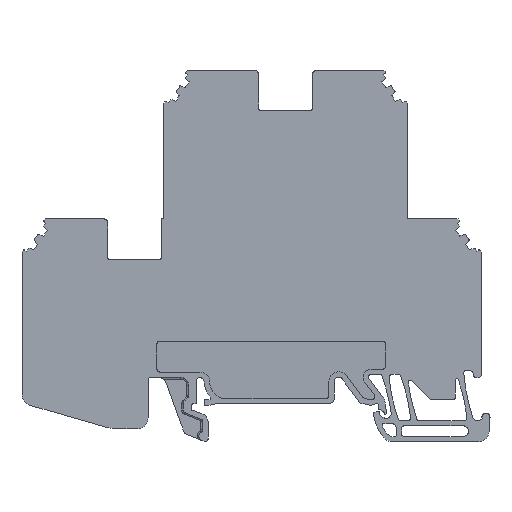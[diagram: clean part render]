
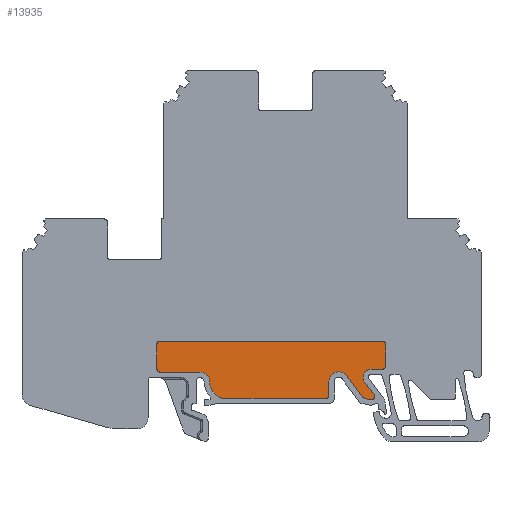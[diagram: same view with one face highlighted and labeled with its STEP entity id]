
A CAD part, left-side view. The second image highlights one B-rep face of the part: STEP entity #13935.
In plain terms, the highlighted planar face has unit normal (-1, 0, 0).
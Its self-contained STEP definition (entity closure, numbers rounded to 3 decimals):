
#8283=AXIS2_PLACEMENT_3D('Circle Axis2P3D',#8281,#8282,$) ;
#8300=AXIS2_PLACEMENT_3D('Circle Axis2P3D',#8298,#8299,$) ;
#8324=AXIS2_PLACEMENT_3D('Circle Axis2P3D',#8322,#8323,$) ;
#8372=AXIS2_PLACEMENT_3D('Circle Axis2P3D',#8370,#8371,$) ;
#8420=AXIS2_PLACEMENT_3D('Circle Axis2P3D',#8418,#8419,$) ;
#8475=AXIS2_PLACEMENT_3D('Circle Axis2P3D',#8473,#8474,$) ;
#8517=AXIS2_PLACEMENT_3D('Circle Axis2P3D',#8515,#8516,$) ;
#8565=AXIS2_PLACEMENT_3D('Circle Axis2P3D',#8563,#8564,$) ;
#8613=AXIS2_PLACEMENT_3D('Circle Axis2P3D',#8611,#8612,$) ;
#8668=AXIS2_PLACEMENT_3D('Circle Axis2P3D',#8666,#8667,$) ;
#8709=AXIS2_PLACEMENT_3D('Circle Axis2P3D',#8707,#8708,$) ;
#8757=AXIS2_PLACEMENT_3D('Circle Axis2P3D',#8755,#8756,$) ;
#8805=AXIS2_PLACEMENT_3D('Circle Axis2P3D',#8803,#8804,$) ;
#8853=AXIS2_PLACEMENT_3D('Circle Axis2P3D',#8851,#8852,$) ;
#13905=AXIS2_PLACEMENT_3D('Plane Axis2P3D',#13902,#13903,#13904) ;
#8243=CARTESIAN_POINT('Line Origine',(4.275,57.437,12.9)) ;
#8247=CARTESIAN_POINT('Vertex',(4.275,61.141,12.9)) ;
#8249=CARTESIAN_POINT('Vertex',(4.275,53.733,12.9)) ;
#8278=CARTESIAN_POINT('Vertex',(4.275,51.893,11.06)) ;
#8281=CARTESIAN_POINT('Axis2P3D Location',(4.275,53.733,11.06)) ;
#8298=CARTESIAN_POINT('Axis2P3D Location',(4.275,48.893,11.06)) ;
#8302=CARTESIAN_POINT('Vertex',(4.275,50.943,8.87)) ;
#8322=CARTESIAN_POINT('Axis2P3D Location',(4.275,48.893,11.06)) ;
#8326=CARTESIAN_POINT('Vertex',(4.275,50.532,8.547)) ;
#8346=CARTESIAN_POINT('Line Origine',(4.275,50.213,8.339)) ;
#8350=CARTESIAN_POINT('Vertex',(4.275,49.893,8.131)) ;
#8370=CARTESIAN_POINT('Axis2P3D Location',(4.275,49.62,8.55)) ;
#8374=CARTESIAN_POINT('Vertex',(4.275,49.62,8.05)) ;
#8394=CARTESIAN_POINT('Line Origine',(4.275,39.968,8.05)) ;
#8398=CARTESIAN_POINT('Vertex',(4.275,30.316,8.05)) ;
#8418=CARTESIAN_POINT('Axis2P3D Location',(4.275,30.316,8.55)) ;
#8422=CARTESIAN_POINT('Vertex',(4.275,29.816,8.55)) ;
#8442=CARTESIAN_POINT('Line Origine',(4.275,29.816,9.85)) ;
#8446=CARTESIAN_POINT('Vertex',(4.275,29.816,11.15)) ;
#8470=CARTESIAN_POINT('Vertex',(4.275,26.572,12.224)) ;
#8473=CARTESIAN_POINT('Axis2P3D Location',(4.275,28.016,11.15)) ;
#8491=CARTESIAN_POINT('Line Origine',(4.275,25.109,10.256)) ;
#8495=CARTESIAN_POINT('Vertex',(4.275,23.646,8.289)) ;
#8515=CARTESIAN_POINT('Axis2P3D Location',(4.275,23.245,8.587)) ;
#8519=CARTESIAN_POINT('Vertex',(4.275,23.374,8.104)) ;
#8539=CARTESIAN_POINT('Line Origine',(4.275,22.811,7.953)) ;
#8543=CARTESIAN_POINT('Vertex',(4.275,22.248,7.802)) ;
#8563=CARTESIAN_POINT('Axis2P3D Location',(4.275,22.118,8.285)) ;
#8567=CARTESIAN_POINT('Vertex',(4.275,21.989,7.802)) ;
#8587=CARTESIAN_POINT('Line Origine',(4.275,21.845,7.841)) ;
#8591=CARTESIAN_POINT('Vertex',(4.275,21.702,7.879)) ;
#8611=CARTESIAN_POINT('Axis2P3D Location',(4.275,21.831,8.362)) ;
#8615=CARTESIAN_POINT('Vertex',(4.275,21.43,8.66)) ;
#8635=CARTESIAN_POINT('Line Origine',(4.275,22.308,9.842)) ;
#8639=CARTESIAN_POINT('Vertex',(4.275,23.187,11.023)) ;
#8663=CARTESIAN_POINT('Vertex',(4.275,21.967,13.45)) ;
#8666=CARTESIAN_POINT('Axis2P3D Location',(4.275,21.967,11.93)) ;
#8683=CARTESIAN_POINT('Line Origine',(4.275,20.904,13.45)) ;
#8687=CARTESIAN_POINT('Vertex',(4.275,19.841,13.45)) ;
#8707=CARTESIAN_POINT('Axis2P3D Location',(4.275,19.841,13.95)) ;
#8711=CARTESIAN_POINT('Vertex',(4.275,19.341,13.95)) ;
#8731=CARTESIAN_POINT('Line Origine',(4.275,19.341,16.037)) ;
#8735=CARTESIAN_POINT('Vertex',(4.275,19.341,18.124)) ;
#8755=CARTESIAN_POINT('Axis2P3D Location',(4.275,19.841,18.124)) ;
#8759=CARTESIAN_POINT('Vertex',(4.275,19.841,18.624)) ;
#8779=CARTESIAN_POINT('Line Origine',(4.275,40.491,18.624)) ;
#8783=CARTESIAN_POINT('Vertex',(4.275,61.141,18.624)) ;
#8803=CARTESIAN_POINT('Axis2P3D Location',(4.275,61.141,18.124)) ;
#8807=CARTESIAN_POINT('Vertex',(4.275,61.641,18.124)) ;
#8827=CARTESIAN_POINT('Line Origine',(4.275,61.641,15.762)) ;
#8831=CARTESIAN_POINT('Vertex',(4.275,61.641,13.4)) ;
#8851=CARTESIAN_POINT('Axis2P3D Location',(4.275,61.141,13.4)) ;
#13902=CARTESIAN_POINT('Axis2P3D Location',(4.275,37.843,6.75)) ;
#8244=DIRECTION('Vector Direction',(0.,-1.,0.)) ;
#8282=DIRECTION('Axis2P3D Direction',(-1.,0.,0.)) ;
#8299=DIRECTION('Axis2P3D Direction',(-1.,0.,0.)) ;
#8323=DIRECTION('Axis2P3D Direction',(-1.,0.,0.)) ;
#8347=DIRECTION('Vector Direction',(0.,0.838,0.546)) ;
#8371=DIRECTION('Axis2P3D Direction',(-1.,0.,0.)) ;
#8395=DIRECTION('Vector Direction',(0.,-1.,0.)) ;
#8419=DIRECTION('Axis2P3D Direction',(-1.,0.,0.)) ;
#8443=DIRECTION('Vector Direction',(0.,0.,1.)) ;
#8474=DIRECTION('Axis2P3D Direction',(-1.,0.,0.)) ;
#8492=DIRECTION('Vector Direction',(0.,-0.597,-0.802)) ;
#8516=DIRECTION('Axis2P3D Direction',(-1.,0.,0.)) ;
#8540=DIRECTION('Vector Direction',(0.,-0.966,-0.259)) ;
#8564=DIRECTION('Axis2P3D Direction',(-1.,0.,0.)) ;
#8588=DIRECTION('Vector Direction',(0.,-0.966,0.259)) ;
#8612=DIRECTION('Axis2P3D Direction',(-1.,0.,0.)) ;
#8636=DIRECTION('Vector Direction',(0.,0.597,0.802)) ;
#8667=DIRECTION('Axis2P3D Direction',(-1.,0.,0.)) ;
#8684=DIRECTION('Vector Direction',(0.,1.,0.)) ;
#8708=DIRECTION('Axis2P3D Direction',(-1.,0.,0.)) ;
#8732=DIRECTION('Vector Direction',(0.,0.,1.)) ;
#8756=DIRECTION('Axis2P3D Direction',(1.,0.,0.)) ;
#8780=DIRECTION('Vector Direction',(0.,1.,0.)) ;
#8804=DIRECTION('Axis2P3D Direction',(1.,0.,0.)) ;
#8828=DIRECTION('Vector Direction',(0.,0.,-1.)) ;
#8852=DIRECTION('Axis2P3D Direction',(-1.,0.,0.)) ;
#13903=DIRECTION('Axis2P3D Direction',(1.,0.,0.)) ;
#13904=DIRECTION('Axis2P3D XDirection',(0.,1.,0.)) ;
#8245=VECTOR('Line Direction',#8244,1.) ;
#8348=VECTOR('Line Direction',#8347,1.) ;
#8396=VECTOR('Line Direction',#8395,1.) ;
#8444=VECTOR('Line Direction',#8443,1.) ;
#8493=VECTOR('Line Direction',#8492,1.) ;
#8541=VECTOR('Line Direction',#8540,1.) ;
#8589=VECTOR('Line Direction',#8588,1.) ;
#8637=VECTOR('Line Direction',#8636,1.) ;
#8685=VECTOR('Line Direction',#8684,1.) ;
#8733=VECTOR('Line Direction',#8732,1.) ;
#8781=VECTOR('Line Direction',#8780,1.) ;
#8829=VECTOR('Line Direction',#8828,1.) ;
#13908=ORIENTED_EDGE('',*,*,#8833,.T.) ;
#13909=ORIENTED_EDGE('',*,*,#8855,.F.) ;
#13910=ORIENTED_EDGE('',*,*,#8251,.T.) ;
#13911=ORIENTED_EDGE('',*,*,#8285,.T.) ;
#13912=ORIENTED_EDGE('',*,*,#8304,.F.) ;
#13913=ORIENTED_EDGE('',*,*,#8328,.F.) ;
#13914=ORIENTED_EDGE('',*,*,#8352,.F.) ;
#13915=ORIENTED_EDGE('',*,*,#8376,.F.) ;
#13916=ORIENTED_EDGE('',*,*,#8400,.T.) ;
#13917=ORIENTED_EDGE('',*,*,#8424,.F.) ;
#13918=ORIENTED_EDGE('',*,*,#8448,.T.) ;
#13919=ORIENTED_EDGE('',*,*,#8477,.T.) ;
#13920=ORIENTED_EDGE('',*,*,#8497,.T.) ;
#13921=ORIENTED_EDGE('',*,*,#8521,.F.) ;
#13922=ORIENTED_EDGE('',*,*,#8545,.T.) ;
#13923=ORIENTED_EDGE('',*,*,#8569,.F.) ;
#13924=ORIENTED_EDGE('',*,*,#8593,.T.) ;
#13925=ORIENTED_EDGE('',*,*,#8617,.F.) ;
#13926=ORIENTED_EDGE('',*,*,#8641,.T.) ;
#13927=ORIENTED_EDGE('',*,*,#8670,.T.) ;
#13928=ORIENTED_EDGE('',*,*,#8689,.F.) ;
#13929=ORIENTED_EDGE('',*,*,#8713,.F.) ;
#13930=ORIENTED_EDGE('',*,*,#8737,.T.) ;
#13931=ORIENTED_EDGE('',*,*,#8761,.F.) ;
#13932=ORIENTED_EDGE('',*,*,#8785,.T.) ;
#13933=ORIENTED_EDGE('',*,*,#8809,.F.) ;
#13935=ADVANCED_FACE('KLTR',(#13934),#13906,.F.) ;
#8284=CIRCLE('generated circle',#8283,1.84) ;
#8301=CIRCLE('generated circle',#8300,3.) ;
#8325=CIRCLE('generated circle',#8324,3.) ;
#8373=CIRCLE('generated circle',#8372,0.5) ;
#8421=CIRCLE('generated circle',#8420,0.5) ;
#8476=CIRCLE('generated circle',#8475,1.8) ;
#8518=CIRCLE('generated circle',#8517,0.5) ;
#8566=CIRCLE('generated circle',#8565,0.5) ;
#8614=CIRCLE('generated circle',#8613,0.5) ;
#8669=CIRCLE('generated circle',#8668,1.52) ;
#8710=CIRCLE('generated circle',#8709,0.5) ;
#8758=CIRCLE('generated circle',#8757,0.5) ;
#8806=CIRCLE('generated circle',#8805,0.5) ;
#8854=CIRCLE('generated circle',#8853,0.5) ;
#8251=EDGE_CURVE('',#8248,#8250,#8246,.T.) ;
#8285=EDGE_CURVE('',#8250,#8279,#8284,.F.) ;
#8304=EDGE_CURVE('',#8303,#8279,#8301,.F.) ;
#8328=EDGE_CURVE('',#8327,#8303,#8325,.F.) ;
#8352=EDGE_CURVE('',#8351,#8327,#8349,.T.) ;
#8376=EDGE_CURVE('',#8375,#8351,#8373,.F.) ;
#8400=EDGE_CURVE('',#8375,#8399,#8397,.T.) ;
#8424=EDGE_CURVE('',#8423,#8399,#8421,.F.) ;
#8448=EDGE_CURVE('',#8423,#8447,#8445,.T.) ;
#8477=EDGE_CURVE('',#8447,#8471,#8476,.F.) ;
#8497=EDGE_CURVE('',#8471,#8496,#8494,.T.) ;
#8521=EDGE_CURVE('',#8520,#8496,#8518,.F.) ;
#8545=EDGE_CURVE('',#8520,#8544,#8542,.T.) ;
#8569=EDGE_CURVE('',#8568,#8544,#8566,.F.) ;
#8593=EDGE_CURVE('',#8568,#8592,#8590,.T.) ;
#8617=EDGE_CURVE('',#8616,#8592,#8614,.F.) ;
#8641=EDGE_CURVE('',#8616,#8640,#8638,.T.) ;
#8670=EDGE_CURVE('',#8640,#8664,#8669,.F.) ;
#8689=EDGE_CURVE('',#8688,#8664,#8686,.T.) ;
#8713=EDGE_CURVE('',#8712,#8688,#8710,.F.) ;
#8737=EDGE_CURVE('',#8712,#8736,#8734,.T.) ;
#8761=EDGE_CURVE('',#8760,#8736,#8758,.T.) ;
#8785=EDGE_CURVE('',#8760,#8784,#8782,.T.) ;
#8809=EDGE_CURVE('',#8808,#8784,#8806,.T.) ;
#8833=EDGE_CURVE('',#8808,#8832,#8830,.T.) ;
#8855=EDGE_CURVE('',#8248,#8832,#8854,.F.) ;
#13907=EDGE_LOOP('',(#13908,#13909,#13910,#13911,#13912,#13913,#13914,#13915,#13916,#13917,#13918,#13919,#13920,#13921,#13922,#13923,#13924,#13925,#13926,#13927,#13928,#13929,#13930,#13931,#13932,#13933)) ;
#13934=FACE_OUTER_BOUND('',#13907,.T.) ;
#8246=LINE('Line',#8243,#8245) ;
#8349=LINE('Line',#8346,#8348) ;
#8397=LINE('Line',#8394,#8396) ;
#8445=LINE('Line',#8442,#8444) ;
#8494=LINE('Line',#8491,#8493) ;
#8542=LINE('Line',#8539,#8541) ;
#8590=LINE('Line',#8587,#8589) ;
#8638=LINE('Line',#8635,#8637) ;
#8686=LINE('Line',#8683,#8685) ;
#8734=LINE('Line',#8731,#8733) ;
#8782=LINE('Line',#8779,#8781) ;
#8830=LINE('Line',#8827,#8829) ;
#13906=PLANE('',#13905) ;
#8248=VERTEX_POINT('',#8247) ;
#8250=VERTEX_POINT('',#8249) ;
#8279=VERTEX_POINT('',#8278) ;
#8303=VERTEX_POINT('',#8302) ;
#8327=VERTEX_POINT('',#8326) ;
#8351=VERTEX_POINT('',#8350) ;
#8375=VERTEX_POINT('',#8374) ;
#8399=VERTEX_POINT('',#8398) ;
#8423=VERTEX_POINT('',#8422) ;
#8447=VERTEX_POINT('',#8446) ;
#8471=VERTEX_POINT('',#8470) ;
#8496=VERTEX_POINT('',#8495) ;
#8520=VERTEX_POINT('',#8519) ;
#8544=VERTEX_POINT('',#8543) ;
#8568=VERTEX_POINT('',#8567) ;
#8592=VERTEX_POINT('',#8591) ;
#8616=VERTEX_POINT('',#8615) ;
#8640=VERTEX_POINT('',#8639) ;
#8664=VERTEX_POINT('',#8663) ;
#8688=VERTEX_POINT('',#8687) ;
#8712=VERTEX_POINT('',#8711) ;
#8736=VERTEX_POINT('',#8735) ;
#8760=VERTEX_POINT('',#8759) ;
#8784=VERTEX_POINT('',#8783) ;
#8808=VERTEX_POINT('',#8807) ;
#8832=VERTEX_POINT('',#8831) ;
